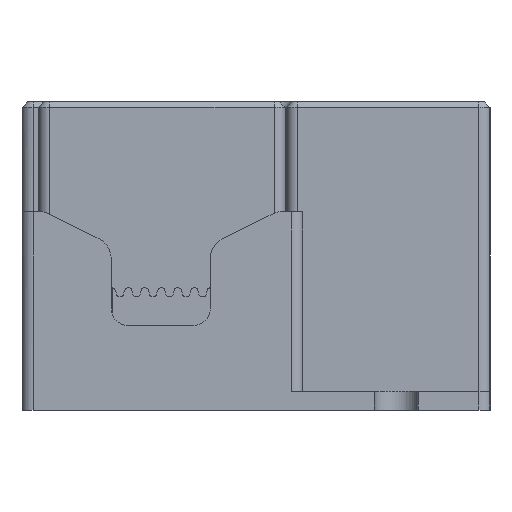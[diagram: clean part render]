
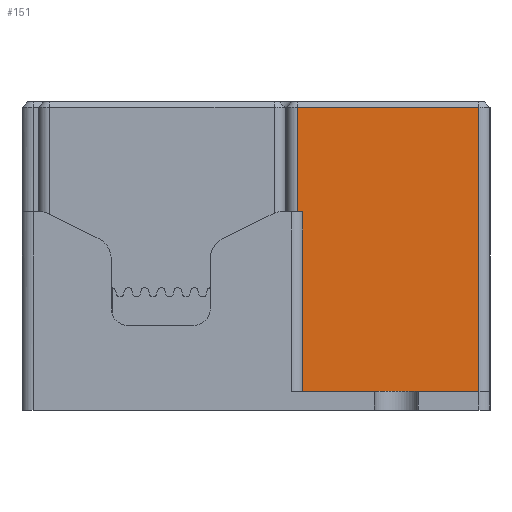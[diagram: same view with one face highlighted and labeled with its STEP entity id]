
A CAD part, left-side view. The second image highlights one B-rep face of the part: STEP entity #151.
In plain terms, the highlighted planar face has unit normal (-1, 0, 0).
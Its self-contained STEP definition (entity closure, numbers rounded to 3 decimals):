
#151=ADVANCED_FACE('',(#413),#4392,.T.);
#413=FACE_OUTER_BOUND('',#677,.T.);
#677=EDGE_LOOP('',(#1533,#1534,#1535,#1536,#1537,#1538));
#1533=ORIENTED_EDGE('',*,*,#2658,.T.);
#1534=ORIENTED_EDGE('',*,*,#2657,.T.);
#1535=ORIENTED_EDGE('',*,*,#2656,.T.);
#1536=ORIENTED_EDGE('',*,*,#2655,.T.);
#1537=ORIENTED_EDGE('',*,*,#2580,.T.);
#1538=ORIENTED_EDGE('',*,*,#2654,.F.);
#2580=EDGE_CURVE('',#3965,#3966,#3431,.T.);
#2654=EDGE_CURVE('',#4009,#3966,#3488,.T.);
#2655=EDGE_CURVE('',#4011,#3965,#3489,.T.);
#2656=EDGE_CURVE('',#4012,#4011,#3490,.T.);
#2657=EDGE_CURVE('',#4010,#4012,#3491,.T.);
#2658=EDGE_CURVE('',#4009,#4010,#3492,.T.);
#3431=B_SPLINE_CURVE_WITH_KNOTS('',1,(#6671,#6672),.UNSPECIFIED.,.F.,.F.,
(2,2),(0.,16.),.UNSPECIFIED.);
#3488=B_SPLINE_CURVE_WITH_KNOTS('',1,(#6840,#6841),.UNSPECIFIED.,.F.,.F.,
(2,2),(-25.8,0.),.UNSPECIFIED.);
#3489=B_SPLINE_CURVE_WITH_KNOTS('',1,(#6842,#6843),.UNSPECIFIED.,.F.,.F.,
(2,2),(-16.3,0.),.UNSPECIFIED.);
#3490=B_SPLINE_CURVE_WITH_KNOTS('',1,(#6844,#6845),.UNSPECIFIED.,.F.,.F.,
(2,2),(-0.5,0.),.UNSPECIFIED.);
#3491=B_SPLINE_CURVE_WITH_KNOTS('',1,(#6846,#6847),.UNSPECIFIED.,.F.,.F.,
(2,2),(-9.5,0.),.UNSPECIFIED.);
#3492=B_SPLINE_CURVE_WITH_KNOTS('',1,(#6848,#6849),.UNSPECIFIED.,.F.,.F.,
(2,2),(0.,16.5),.UNSPECIFIED.);
#3965=VERTEX_POINT('',#6395);
#3966=VERTEX_POINT('',#6396);
#4009=VERTEX_POINT('',#6439);
#4010=VERTEX_POINT('',#6440);
#4011=VERTEX_POINT('',#6441);
#4012=VERTEX_POINT('',#6442);
#4392=PLANE('',#4570);
#4570=AXIS2_PLACEMENT_3D('',#6126,#4731,$);
#4731=DIRECTION('',(-1.,0.,0.));
#6126=CARTESIAN_POINT('',(-49.05,24.4,28.));
#6395=CARTESIAN_POINT('',(-49.05,40.4,2.2));
#6396=CARTESIAN_POINT('',(-49.05,24.4,2.2));
#6439=CARTESIAN_POINT('',(-49.05,24.4,28.));
#6440=CARTESIAN_POINT('',(-49.05,40.9,28.));
#6441=CARTESIAN_POINT('',(-49.05,40.4,18.5));
#6442=CARTESIAN_POINT('',(-49.05,40.9,18.5));
#6671=CARTESIAN_POINT('',(-49.05,40.4,2.2));
#6672=CARTESIAN_POINT('',(-49.05,24.4,2.2));
#6840=CARTESIAN_POINT('',(-49.05,24.4,28.));
#6841=CARTESIAN_POINT('',(-49.05,24.4,2.2));
#6842=CARTESIAN_POINT('',(-49.05,40.4,18.5));
#6843=CARTESIAN_POINT('',(-49.05,40.4,2.2));
#6844=CARTESIAN_POINT('',(-49.05,40.9,18.5));
#6845=CARTESIAN_POINT('',(-49.05,40.4,18.5));
#6846=CARTESIAN_POINT('',(-49.05,40.9,28.));
#6847=CARTESIAN_POINT('',(-49.05,40.9,18.5));
#6848=CARTESIAN_POINT('',(-49.05,24.4,28.));
#6849=CARTESIAN_POINT('',(-49.05,40.9,28.));
